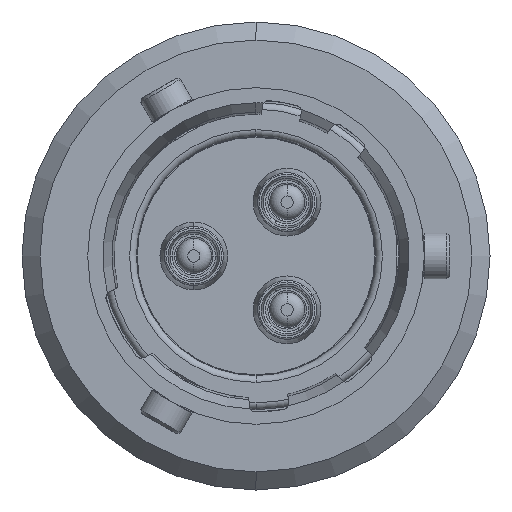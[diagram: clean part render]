
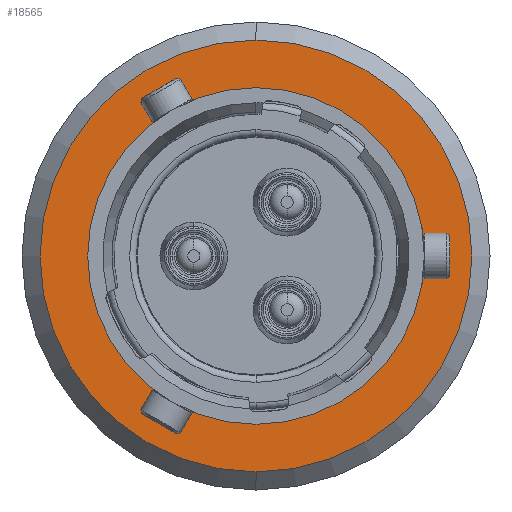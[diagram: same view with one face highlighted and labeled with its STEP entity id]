
A CAD part, left-side view. The second image highlights one B-rep face of the part: STEP entity #18565.
In plain terms, the highlighted planar face has unit normal (-1, 0, 0).
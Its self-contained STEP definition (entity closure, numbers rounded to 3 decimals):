
#232 = ORIENTED_EDGE ( 'NONE', *, *, #9142, .F. ) ;
#298 = EDGE_CURVE ( 'NONE', #8924, #16818, #13249, .T. ) ;
#300 = AXIS2_PLACEMENT_3D ( 'NONE', #9972, #338, #11577 ) ;
#338 = DIRECTION ( 'NONE',  ( -1., 0., 0. ) ) ;
#656 = CARTESIAN_POINT ( 'NONE',  ( 10.945, 6.093, -11.032 ) ) ;
#828 = VERTEX_POINT ( 'NONE', #4113 ) ;
#1732 = VERTEX_POINT ( 'NONE', #656 ) ;
#1756 = PLANE ( 'NONE',  #5967 ) ;
#1824 = CARTESIAN_POINT ( 'NONE',  ( 10.945, 13.538, -1.482 ) ) ;
#2420 = DIRECTION ( 'NONE',  ( -1., 0., 0. ) ) ;
#2628 = EDGE_CURVE ( 'NONE', #828, #1732, #19369, .T. ) ;
#3462 = DIRECTION ( 'NONE',  ( 0., 0., -1. ) ) ;
#3824 = EDGE_LOOP ( 'NONE', ( #7967, #19904 ) ) ;
#4041 = DIRECTION ( 'NONE',  ( 0., 0., -1. ) ) ;
#4057 = DIRECTION ( 'NONE',  ( -1., 0., 0. ) ) ;
#4095 = FACE_OUTER_BOUND ( 'NONE', #3824, .T. ) ;
#4113 = CARTESIAN_POINT ( 'NONE',  ( 10.945, 6.093, 8.068 ) ) ;
#4117 = CARTESIAN_POINT ( 'NONE',  ( 10.945, 6.093, -1.482 ) ) ;
#4270 = CARTESIAN_POINT ( 'NONE',  ( 10.945, 6.093, 5.963 ) ) ;
#5967 = AXIS2_PLACEMENT_3D ( 'NONE', #1824, #12988, #3462 ) ;
#7127 = AXIS2_PLACEMENT_3D ( 'NONE', #14884, #16917, #14738 ) ;
#7967 = ORIENTED_EDGE ( 'NONE', *, *, #10204, .T. ) ;
#8348 = FACE_BOUND ( 'NONE', #19969, .T. ) ;
#8924 = VERTEX_POINT ( 'NONE', #4270 ) ;
#9142 = EDGE_CURVE ( 'NONE', #16818, #8924, #15302, .T. ) ;
#9972 = CARTESIAN_POINT ( 'NONE',  ( 10.945, 6.093, -1.482 ) ) ;
#10204 = EDGE_CURVE ( 'NONE', #1732, #828, #10627, .T. ) ;
#10627 = CIRCLE ( 'NONE', #16276, 9.55 ) ;
#11577 = DIRECTION ( 'NONE',  ( 0., 0., 1. ) ) ;
#12019 = CARTESIAN_POINT ( 'NONE',  ( 10.945, 6.093, -1.482 ) ) ;
#12544 = ORIENTED_EDGE ( 'NONE', *, *, #298, .F. ) ;
#12988 = DIRECTION ( 'NONE',  ( 1., 0., 0. ) ) ;
#13249 = CIRCLE ( 'NONE', #7127, 7.445 ) ;
#13585 = DIRECTION ( 'NONE',  ( 0., 0., -1. ) ) ;
#14738 = DIRECTION ( 'NONE',  ( 0., 0., 1. ) ) ;
#14884 = CARTESIAN_POINT ( 'NONE',  ( 10.945, 6.093, -1.482 ) ) ;
#15302 = CIRCLE ( 'NONE', #300, 7.445 ) ;
#16276 = AXIS2_PLACEMENT_3D ( 'NONE', #12019, #2420, #13585 ) ;
#16818 = VERTEX_POINT ( 'NONE', #18334 ) ;
#16917 = DIRECTION ( 'NONE',  ( -1., 0., 0. ) ) ;
#17884 = AXIS2_PLACEMENT_3D ( 'NONE', #4117, #4057, #4041 ) ;
#18334 = CARTESIAN_POINT ( 'NONE',  ( 10.945, 6.093, -8.927 ) ) ;
#18565 = ADVANCED_FACE ( 'NONE', ( #4095, #8348 ), #1756, .F. ) ;
#19369 = CIRCLE ( 'NONE', #17884, 9.55 ) ;
#19904 = ORIENTED_EDGE ( 'NONE', *, *, #2628, .T. ) ;
#19969 = EDGE_LOOP ( 'NONE', ( #12544, #232 ) ) ;
